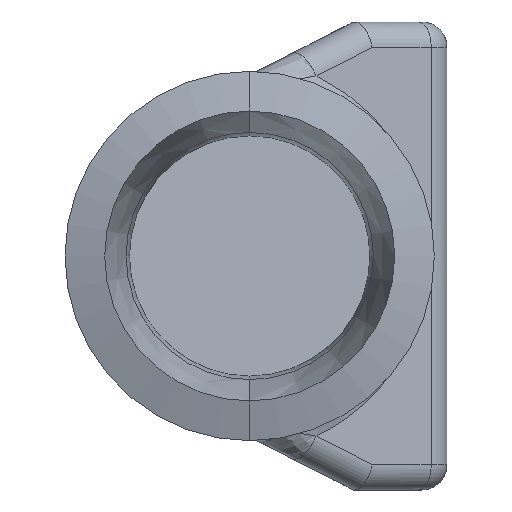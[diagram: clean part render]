
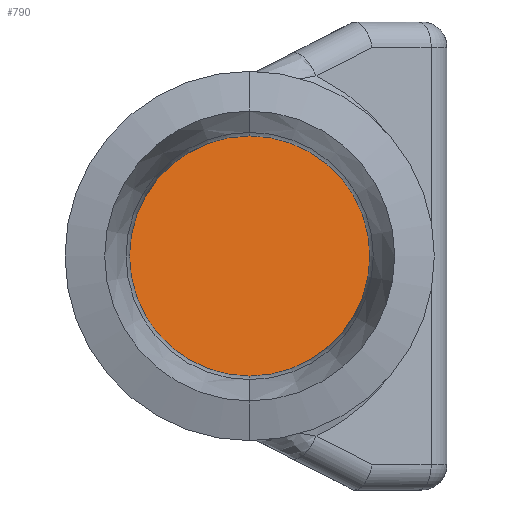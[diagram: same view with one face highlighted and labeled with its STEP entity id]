
A CAD part, left-side view. The second image highlights one B-rep face of the part: STEP entity #790.
In plain terms, the highlighted planar face has unit normal (-0.866, -0.5, 0).
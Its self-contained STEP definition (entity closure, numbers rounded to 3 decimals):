
#109 = CARTESIAN_POINT ( 'NONE',  ( 97.818, 0., -9.5 ) ) ;
#132 = EDGE_CURVE ( 'NONE', #553, #985, #989, .T. ) ;
#220 = EDGE_LOOP ( 'NONE', ( #1561, #785 ) ) ;
#375 = CARTESIAN_POINT ( 'NONE',  ( 108.788, -19., -9.5 ) ) ;
#425 = DIRECTION ( 'NONE',  ( -0.866, -0.5, 0. ) ) ;
#522 = EDGE_CURVE ( 'NONE', #985, #553, #1439, .T. ) ;
#553 = VERTEX_POINT ( 'NONE', #1620 ) ;
#599 = CARTESIAN_POINT ( 'NONE',  ( 97.818, 0., -9.5 ) ) ;
#655 = PLANE ( 'NONE',  #1566 ) ;
#785 = ORIENTED_EDGE ( 'NONE', *, *, #522, .T. ) ;
#790 = ADVANCED_FACE ( 'NONE', ( #1545 ), #655, .T. ) ;
#871 = CARTESIAN_POINT ( 'NONE',  ( 97.818, 0., 9.5 ) ) ;
#916 = DIRECTION ( 'NONE',  ( 0.5, -0.866, 0. ) ) ;
#985 = VERTEX_POINT ( 'NONE', #599 ) ;
#989 =( BOUNDED_CURVE ( )  B_SPLINE_CURVE ( 3, ( #871, #1226, #1106, #109 ),
 .UNSPECIFIED., .F., .F. ) 
 B_SPLINE_CURVE_WITH_KNOTS ( ( 4, 4 ),
 ( 4.712, 7.854 ),
 .UNSPECIFIED. ) 
 CURVE ( )  GEOMETRIC_REPRESENTATION_ITEM ( )  RATIONAL_B_SPLINE_CURVE ( ( 1., 0.333, 0.333, 1. ) ) 
 REPRESENTATION_ITEM ( '' )  );
#1106 = CARTESIAN_POINT ( 'NONE',  ( 86.848, 19., -9.5 ) ) ;
#1113 = CARTESIAN_POINT ( 'NONE',  ( 97.818, 0., 9.5 ) ) ;
#1226 = CARTESIAN_POINT ( 'NONE',  ( 86.848, 19., 9.5 ) ) ;
#1241 = CARTESIAN_POINT ( 'NONE',  ( 97.818, 0., -9.5 ) ) ;
#1250 = CARTESIAN_POINT ( 'NONE',  ( 108.788, -19., 9.5 ) ) ;
#1267 = CARTESIAN_POINT ( 'NONE',  ( 106.392, -14.85, -52.291 ) ) ;
#1439 =( BOUNDED_CURVE ( )  B_SPLINE_CURVE ( 3, ( #1241, #375, #1250, #1113 ),
 .UNSPECIFIED., .F., .T. ) 
 B_SPLINE_CURVE_WITH_KNOTS ( ( 4, 4 ),
 ( 1.571, 4.712 ),
 .UNSPECIFIED. ) 
 CURVE ( )  GEOMETRIC_REPRESENTATION_ITEM ( )  RATIONAL_B_SPLINE_CURVE ( ( 1., 0.333, 0.333, 1. ) ) 
 REPRESENTATION_ITEM ( '' )  );
#1545 = FACE_OUTER_BOUND ( 'NONE', #220, .T. ) ;
#1561 = ORIENTED_EDGE ( 'NONE', *, *, #132, .T. ) ;
#1566 = AXIS2_PLACEMENT_3D ( 'NONE', #1267, #425, #916 ) ;
#1620 = CARTESIAN_POINT ( 'NONE',  ( 97.818, 0., 9.5 ) ) ;
